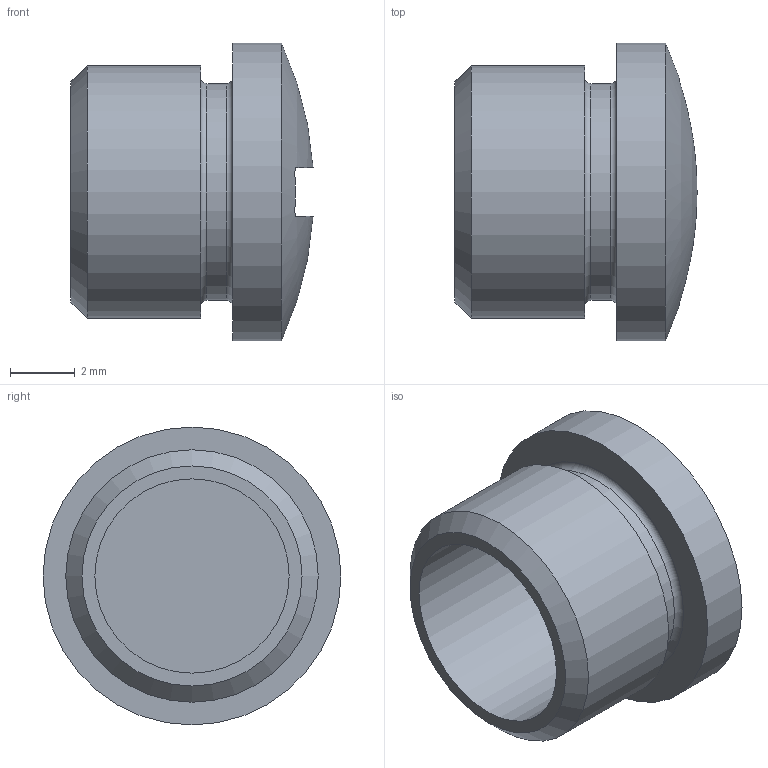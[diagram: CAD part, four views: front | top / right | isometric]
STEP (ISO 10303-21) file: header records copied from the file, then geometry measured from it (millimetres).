
FILE_DESCRIPTION(/* description */ (''),/* implementation_level */ '2;1');
FILE_NAME(/* name */ '08-2441-000-000.stp',/* time_stamp */ '2010-01-19T14:46:40+01:00',/* author */ (''),/* organization */ (''),/* preprocessor_version */ 'ST-DEVELOPER v11',/* originating_system */ 'UGS - NX 5.0',/* authorisation */ '');
FILE_SCHEMA (('CONFIG_CONTROL_DESIGN'));
Length unit declared in the file: millimetre
Products named in the file (1): cerl8E44hez0
Bounding box: 7.47 x 9.2 x 9.2 mm (x, y, z)
Volume: 201.9 mm3; surface area: 426.7 mm2
Topology: 1 solids, 1 shells, 29 faces, 61 edges, 37 vertices
Faces by surface type: plane 9, cylinder 8, torus 6, bspline 4, sphere 1, cone 1
Full cylindrical faces by diameter (mm): 6 x1, 6.7 x1, 7.794 x1, 9.2 x1
Entity records: 938 total; most frequent: CARTESIAN_POINT 280, DIRECTION 126, ORIENTED_EDGE 102, AXIS2_PLACEMENT_3D 57, EDGE_CURVE 51, EDGE_LOOP 40, VERTEX_POINT 35, CIRCLE 31
